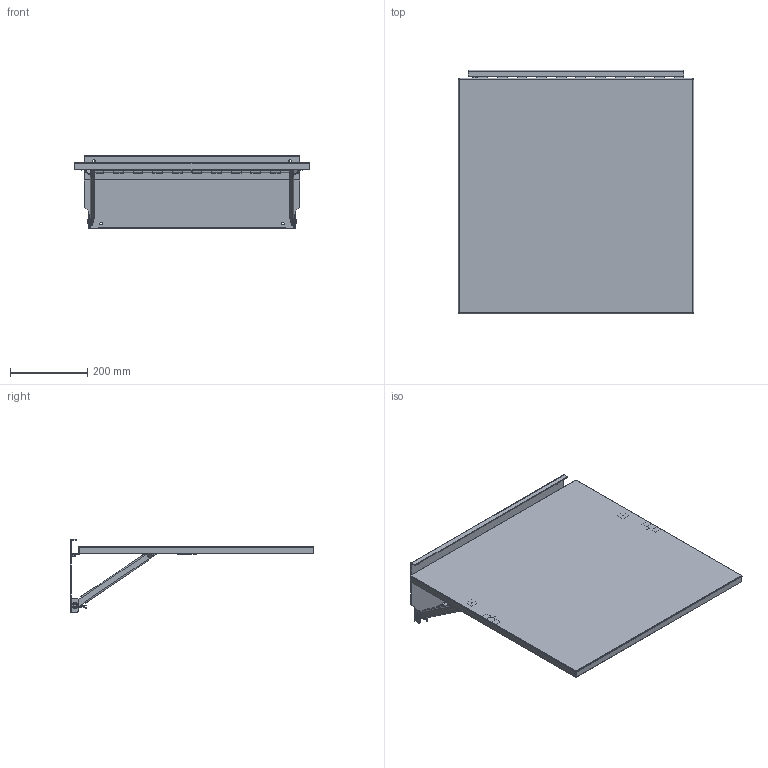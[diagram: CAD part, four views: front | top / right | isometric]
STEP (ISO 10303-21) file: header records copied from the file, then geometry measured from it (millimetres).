
FILE_DESCRIPTION (( 'STEP AP203' ), '1' );
FILE_NAME ('FDS2424GY.step', '2020-11-12T18:56:15', ( 'ADC123' ), ( 'Microsoft' ), 'SwSTEP 2.0', 'SolidWorks 2019', '' );
FILE_SCHEMA (( 'CONFIG_CONTROL_DESIGN' ));
Length unit declared in the file: inch
Products named in the file (1): FDS2424GY
Bounding box: 609.6 x 630.71 x 190.5 mm (x, y, z)
Volume: 1161518.2 mm3; surface area: 1205173 mm2
Topology: 38 solids, 38 shells, 581 faces, 1441 edges, 938 vertices
Faces by surface type: plane 355, cylinder 194, bspline 28, cone 4
Full cylindrical faces by diameter (mm): 2.381 x4, 3.175 x2, 4.75 x12, 5.08 x11, 6.35 x7, 6.528 x4, 6.604 x6, 6.731 x8, 7.137 x4, 7.163 x8, 9.525 x4, 12.7 x1, 12.954 x6, 15.875 x8
Entity records: 30445 total; most frequent: CARTESIAN_POINT 16932, DIRECTION 2700, ORIENTED_EDGE 2616, EDGE_CURVE 1308, AXIS2_PLACEMENT_3D 926, VERTEX_POINT 918, VECTOR 848, LINE 848
